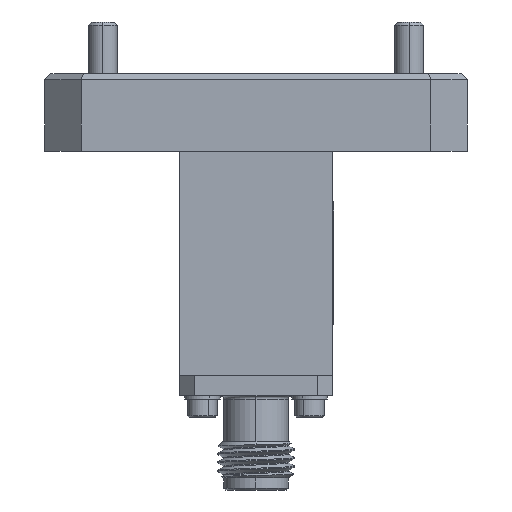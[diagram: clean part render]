
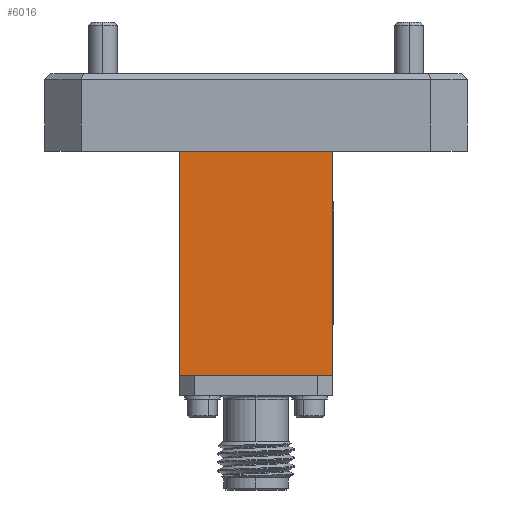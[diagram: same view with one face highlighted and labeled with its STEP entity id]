
A CAD part, left-side view. The second image highlights one B-rep face of the part: STEP entity #6016.
In plain terms, the highlighted planar face has unit normal (-1, 0, 0).
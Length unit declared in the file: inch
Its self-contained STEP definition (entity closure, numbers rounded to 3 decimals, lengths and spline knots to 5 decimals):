
#940 = VERTEX_POINT ( 'NONE', #7770 ) ;
#1139 = DIRECTION ( 'NONE',  ( 0., 1., 0. ) ) ;
#1630 = VERTEX_POINT ( 'NONE', #15106 ) ;
#1649 = CARTESIAN_POINT ( 'NONE',  ( -0.41339, -0.25, -0.98425 ) ) ;
#1768 = CARTESIAN_POINT ( 'NONE',  ( -0.41339, -0.25, -0.25197 ) ) ;
#2550 = DIRECTION ( 'NONE',  ( 0., 0., -1. ) ) ;
#2648 = VECTOR ( 'NONE', #16045, 39.37008 ) ;
#3368 = ORIENTED_EDGE ( 'NONE', *, *, #12910, .F. ) ;
#3649 = PLANE ( 'NONE',  #18033 ) ;
#4604 = EDGE_CURVE ( 'NONE', #7392, #940, #6625, .T. ) ;
#5189 = CARTESIAN_POINT ( 'NONE',  ( -0.41339, 0.25, -0.98425 ) ) ;
#6016 = ADVANCED_FACE ( 'NONE', ( #9833 ), #3649, .F. ) ;
#6265 = VECTOR ( 'NONE', #10581, 39.37008 ) ;
#6611 = LINE ( 'NONE', #13181, #2648 ) ;
#6625 = LINE ( 'NONE', #1768, #14076 ) ;
#6936 = CARTESIAN_POINT ( 'NONE',  ( -0.41339, -0.25, -0.98425 ) ) ;
#7392 = VERTEX_POINT ( 'NONE', #14520 ) ;
#7770 = CARTESIAN_POINT ( 'NONE',  ( -0.41339, 0.25, -0.25197 ) ) ;
#9833 = FACE_OUTER_BOUND ( 'NONE', #16154, .T. ) ;
#10063 = CARTESIAN_POINT ( 'NONE',  ( -0.41339, -0.25, -0.98425 ) ) ;
#10280 = VERTEX_POINT ( 'NONE', #5189 ) ;
#10516 = ORIENTED_EDGE ( 'NONE', *, *, #16115, .F. ) ;
#10581 = DIRECTION ( 'NONE',  ( 0., 0., 1. ) ) ;
#10945 = VECTOR ( 'NONE', #1139, 39.37008 ) ;
#11347 = DIRECTION ( 'NONE',  ( 1., 0., 0. ) ) ;
#12018 = ORIENTED_EDGE ( 'NONE', *, *, #17408, .T. ) ;
#12910 = EDGE_CURVE ( 'NONE', #10280, #940, #6611, .T. ) ;
#13181 = CARTESIAN_POINT ( 'NONE',  ( -0.41339, 0.25, -0.98425 ) ) ;
#14076 = VECTOR ( 'NONE', #16690, 39.37008 ) ;
#14520 = CARTESIAN_POINT ( 'NONE',  ( -0.41339, -0.25, -0.25197 ) ) ;
#15106 = CARTESIAN_POINT ( 'NONE',  ( -0.41339, -0.25, -0.98425 ) ) ;
#16045 = DIRECTION ( 'NONE',  ( 0., 0., 1. ) ) ;
#16115 = EDGE_CURVE ( 'NONE', #1630, #10280, #16797, .T. ) ;
#16154 = EDGE_LOOP ( 'NONE', ( #17997, #3368, #10516, #12018 ) ) ;
#16535 = LINE ( 'NONE', #1649, #6265 ) ;
#16690 = DIRECTION ( 'NONE',  ( 0., 1., 0. ) ) ;
#16797 = LINE ( 'NONE', #10063, #10945 ) ;
#17408 = EDGE_CURVE ( 'NONE', #1630, #7392, #16535, .T. ) ;
#17997 = ORIENTED_EDGE ( 'NONE', *, *, #4604, .T. ) ;
#18033 = AXIS2_PLACEMENT_3D ( 'NONE', #6936, #11347, #2550 ) ;
